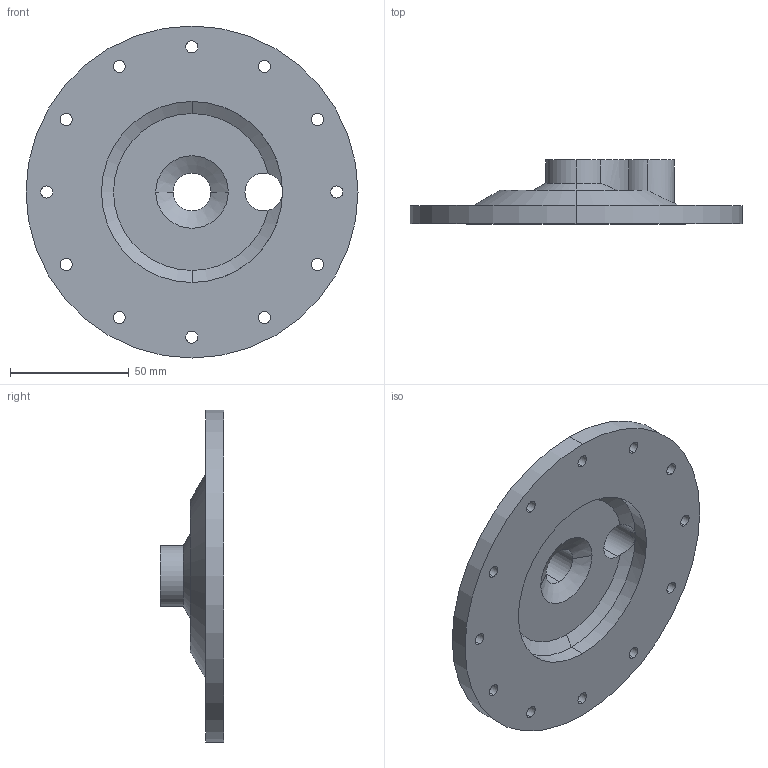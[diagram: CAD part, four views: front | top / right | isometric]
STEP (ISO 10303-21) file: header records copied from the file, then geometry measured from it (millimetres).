
FILE_DESCRIPTION (( 'STEP AP214' ), '1' );
FILE_NAME ('Top Plate V4 BLT.STEP', '2022-03-21T19:00:36', ( '' ), ( '' ), 'SwSTEP 2.0', 'SolidWorks 2021', '' );
FILE_SCHEMA (( 'AUTOMOTIVE_DESIGN' ));
Length unit declared in the file: inch
Products named in the file (1): Top Plate V4 BLT
Bounding box: 139.7 x 26.85 x 139.7 mm (x, y, z)
Volume: 108023.4 mm3; surface area: 39729.3 mm2
Topology: 1 solids, 1 shells, 56 faces, 155 edges, 102 vertices
Faces by surface type: cylinder 38, cone 10, plane 6, bspline 2
Entity records: 2026 total; most frequent: CARTESIAN_POINT 431, DIRECTION 348, ORIENTED_EDGE 310, EDGE_CURVE 155, AXIS2_PLACEMENT_3D 149, VERTEX_POINT 102, CIRCLE 94, EDGE_LOOP 85
